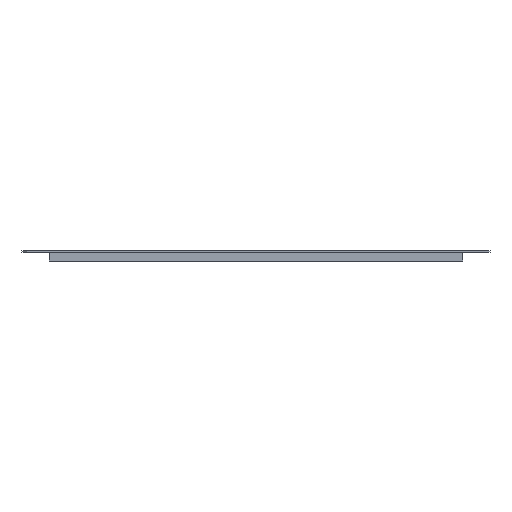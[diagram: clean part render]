
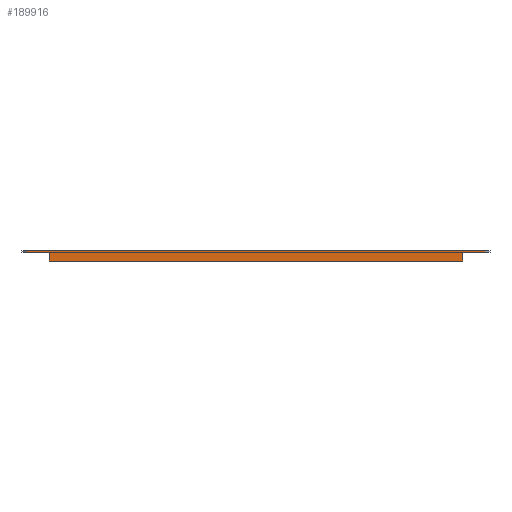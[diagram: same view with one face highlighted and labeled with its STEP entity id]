
A CAD part, front view. The second image highlights one B-rep face of the part: STEP entity #189916.
In plain terms, the highlighted planar face has unit normal (0, -1, 0).
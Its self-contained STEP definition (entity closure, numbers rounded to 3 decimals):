
#547=DIRECTION('',(1.,0.,0.));
#548=VECTOR('',#547,456.);
#549=CARTESIAN_POINT('',(7135.101,1099.817,1.5));
#550=LINE('',#549,#548);
#79733=DIRECTION('',(1.,0.,0.));
#79734=VECTOR('',#79733,412.);
#79735=CARTESIAN_POINT('',(7157.101,1099.817,-8.5));
#79736=LINE('',#79735,#79734);
#79761=DIRECTION('',(1.,0.,0.));
#79762=VECTOR('',#79761,22.);
#79763=CARTESIAN_POINT('',(7569.101,1099.817,0.));
#79764=LINE('',#79763,#79762);
#79768=DIRECTION('',(0.,0.,-1.));
#79769=VECTOR('',#79768,8.5);
#79770=CARTESIAN_POINT('',(7157.101,1099.817,0.));
#79771=LINE('',#79770,#79769);
#79775=DIRECTION('',(1.,0.,0.));
#79776=VECTOR('',#79775,22.);
#79777=CARTESIAN_POINT('',(7135.101,1099.817,0.));
#79778=LINE('',#79777,#79776);
#79782=DIRECTION('',(0.,0.,-1.));
#79783=VECTOR('',#79782,1.5);
#79784=CARTESIAN_POINT('',(7135.101,1099.817,1.5));
#79785=LINE('',#79784,#79783);
#79789=DIRECTION('',(0.,0.,-1.));
#79790=VECTOR('',#79789,8.5);
#79791=CARTESIAN_POINT('',(7569.101,1099.817,0.));
#79792=LINE('',#79791,#79790);
#79810=DIRECTION('',(0.,0.,-1.));
#79811=VECTOR('',#79810,1.5);
#79812=CARTESIAN_POINT('',(7591.101,1099.817,1.5));
#79813=LINE('',#79812,#79811);
#79860=CARTESIAN_POINT('',(7135.101,1099.817,1.5));
#79862=VERTEX_POINT('',#79860);
#79865=CARTESIAN_POINT('',(7135.101,1099.817,0.));
#79866=VERTEX_POINT('',#79865);
#79887=CARTESIAN_POINT('',(7591.101,1099.817,1.5));
#79888=VERTEX_POINT('',#79887);
#79889=CARTESIAN_POINT('',(7591.101,1099.817,0.));
#79890=VERTEX_POINT('',#79889);
#95035=CARTESIAN_POINT('',(7157.101,1099.817,-8.5));
#95036=CARTESIAN_POINT('',(7569.101,1099.817,-8.5));
#95037=VERTEX_POINT('',#95035);
#95038=VERTEX_POINT('',#95036);
#95051=CARTESIAN_POINT('',(7569.101,1099.817,0.));
#95053=VERTEX_POINT('',#95051);
#95057=CARTESIAN_POINT('',(7157.101,1099.817,0.));
#95058=VERTEX_POINT('',#95057);
#189898=CARTESIAN_POINT('',(7363.101,1099.817,0.));
#189899=DIRECTION('',(0.,-1.,0.));
#189900=DIRECTION('',(1.,0.,0.));
#189901=AXIS2_PLACEMENT_3D('',#189898,#189899,#189900);
#189902=PLANE('',#189901);
#189903=ORIENTED_EDGE('',*,*,#104682,.F.);
#189905=ORIENTED_EDGE('',*,*,#189904,.T.);
#189906=ORIENTED_EDGE('',*,*,#189880,.F.);
#189908=ORIENTED_EDGE('',*,*,#189907,.F.);
#189909=ORIENTED_EDGE('',*,*,#104674,.F.);
#189910=ORIENTED_EDGE('',*,*,#95066,.F.);
#189911=ORIENTED_EDGE('',*,*,#95100,.T.);
#189913=ORIENTED_EDGE('',*,*,#189912,.T.);
#189914=EDGE_LOOP('',(#189903,#189905,#189906,#189908,#189909,#189910,#189911,
#189913));
#189915=FACE_OUTER_BOUND('',#189914,.F.);
#95066=EDGE_CURVE('',#79862,#79866,#79785,.T.);
#95100=EDGE_CURVE('',#79862,#79888,#550,.T.);
#104674=EDGE_CURVE('',#79866,#95058,#79778,.T.);
#104682=EDGE_CURVE('',#95053,#79890,#79764,.T.);
#189880=EDGE_CURVE('',#95037,#95038,#79736,.T.);
#189904=EDGE_CURVE('',#95053,#95038,#79792,.T.);
#189907=EDGE_CURVE('',#95058,#95037,#79771,.T.);
#189912=EDGE_CURVE('',#79888,#79890,#79813,.T.);
#189916=ADVANCED_FACE('',(#189915),#189902,.T.);
